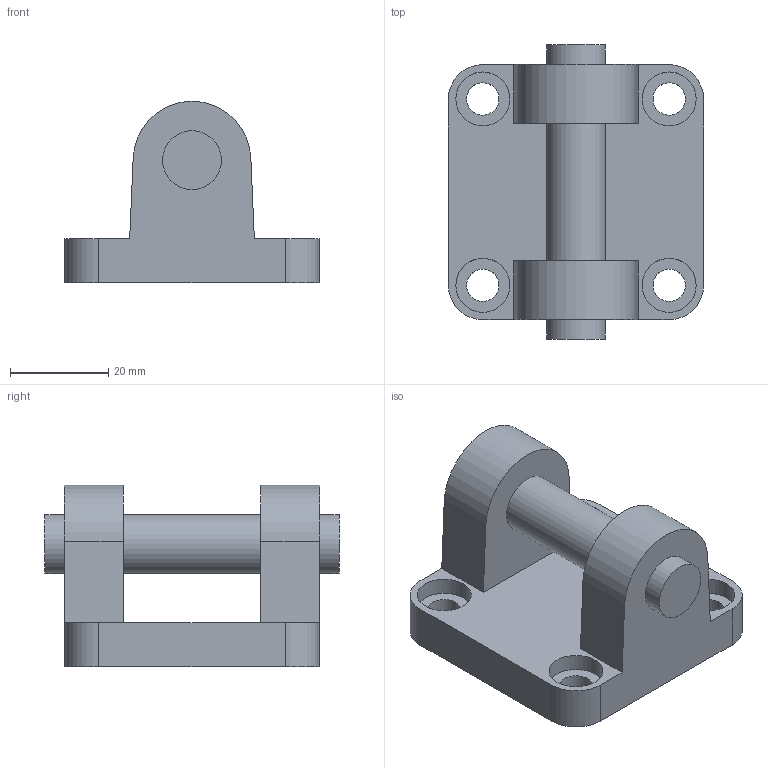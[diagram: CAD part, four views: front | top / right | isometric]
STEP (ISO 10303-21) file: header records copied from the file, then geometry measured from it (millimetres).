
FILE_DESCRIPTION((''),'2;1');
FILE_NAME('1500.40.09F.stp','2007-02-26T14:19:22',('valotma1'),(''),'Autodesk Inventor 11','Autodesk Inventor 11','');
FILE_SCHEMA(('AUTOMOTIVE_DESIGN { 1 0 10303 214 1 1 1 1 }'));
Length unit declared in the file: millimetre
Products named in the file (1): 1500.40
Bounding box: 52 x 60 x 37 mm (x, y, z)
Volume: 36058.2 mm3; surface area: 12984.8 mm2
Topology: 1 solids, 1 shells, 37 faces, 85 edges, 57 vertices
Faces by surface type: plane 14, bspline 14, cylinder 9
Full cylindrical faces by diameter (mm): 12 x3
Entity records: 1154 total; most frequent: CARTESIAN_POINT 334, DIRECTION 156, ORIENTED_EDGE 144, EDGE_CURVE 72, EDGE_LOOP 66, AXIS2_PLACEMENT_3D 60, VERTEX_POINT 56, FACE_OUTER_BOUND 37
